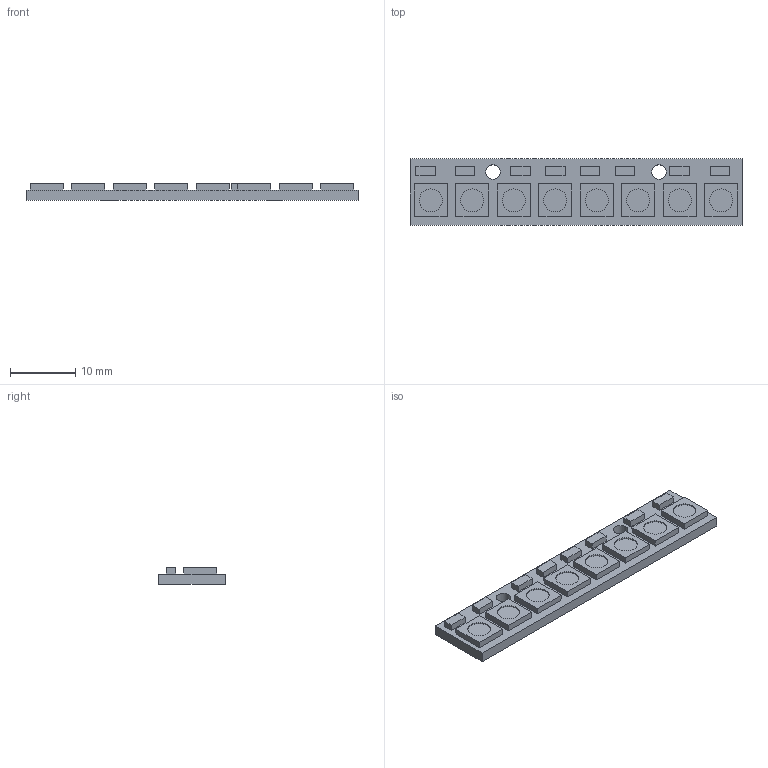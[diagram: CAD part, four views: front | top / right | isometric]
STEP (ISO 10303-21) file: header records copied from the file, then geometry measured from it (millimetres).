
FILE_DESCRIPTION(/* description */ (''),/* implementation_level */ '2;1');
FILE_NAME(/* name */ '1426 8x NeoPixel Stick.step',/* time_stamp */ '2018-07-07T16:04:02-04:00',/* author */ ('Adafruit'),/* organization */ (''),/* preprocessor_version */ 'ST-DEVELOPER v17',/* originating_system */ 'Autodesk Translation Framework v7.1.0.215',/* authorisation */ '');
FILE_SCHEMA (('AUTOMOTIVE_DESIGN { 1 0 10303 214 3 1 1 }'));
Length unit declared in the file: millimetre
Products named in the file (1): 8x NeoPixel Stick
Bounding box: 50.8 x 10.16 x 2.6 mm (x, y, z)
Volume: 1035.6 mm3; surface area: 1487.2 mm2
Topology: 1 solids, 1 shells, 104 faces, 234 edges, 156 vertices
Faces by surface type: plane 94, cylinder 10
Full cylindrical faces by diameter (mm): 2.2 x2, 3.5 x8
Entity records: 2899 total; most frequent: CARTESIAN_POINT 495, ORIENTED_EDGE 468, DIRECTION 464, EDGE_CURVE 234, LINE 214, VECTOR 214, VERTEX_POINT 156, EDGE_LOOP 132
